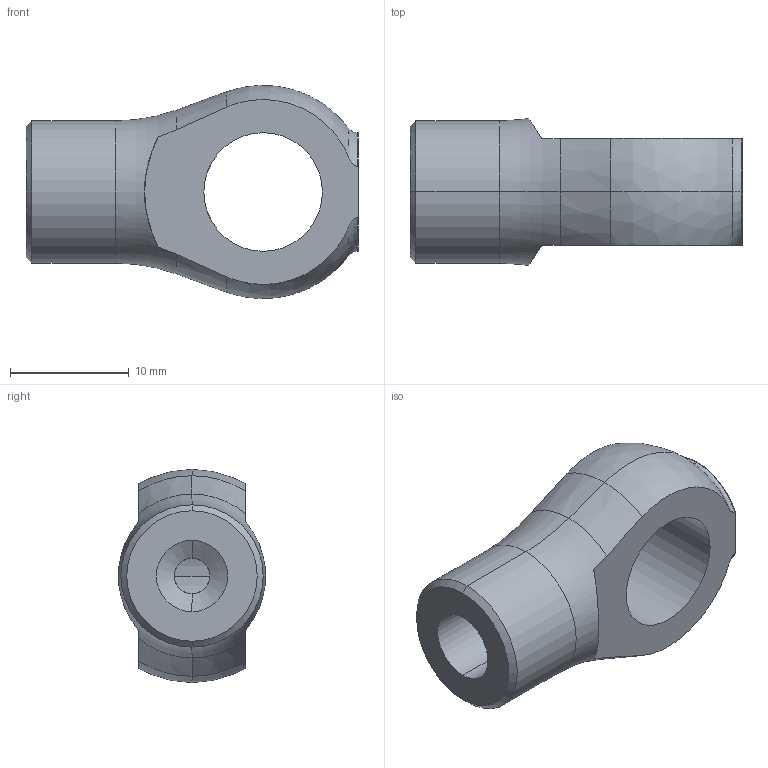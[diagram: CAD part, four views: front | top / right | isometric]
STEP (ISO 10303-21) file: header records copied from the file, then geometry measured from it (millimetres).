
FILE_DESCRIPTION(('CATIA V5 STEP Exchange'),'2;1');
FILE_NAME('mod-4611-RD00-banjo-90deg--D10-M6.stp','2021-10-25T20:40:14+00:00',('none'),('none'),'CATIA Version 5 Release 19 GA (IN-10)','CATIA V5 STEP AP203','none');
FILE_SCHEMA(('CONFIG_CONTROL_DESIGN'));
Length unit declared in the file: millimetre
Products named in the file (1): mod-4611-RD00-olive-D10-M6-90deg
Bounding box: 28 x 12.41 x 17.99 mm (x, y, z)
Volume: 2436.9 mm3; surface area: 1749.1 mm2
Topology: 1 solids, 1 shells, 38 faces, 95 edges, 58 vertices
Faces by surface type: cylinder 16, cone 8, torus 6, sphere 4, plane 4
Entity records: 1169 total; most frequent: CARTESIAN_POINT 316, ORIENTED_EDGE 190, DIRECTION 123, EDGE_CURVE 95, AXIS2_PLACEMENT_3D 73, VERTEX_POINT 58, CIRCLE 46, EDGE_LOOP 41
